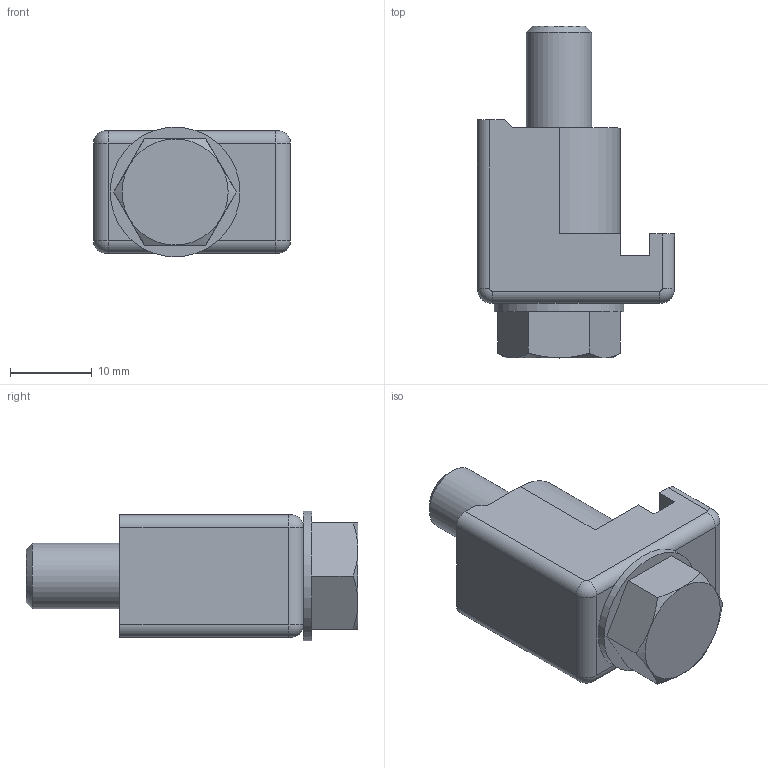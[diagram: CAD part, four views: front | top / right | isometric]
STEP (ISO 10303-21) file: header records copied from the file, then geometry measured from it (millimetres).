
FILE_DESCRIPTION (( 'STEP AP214' ), '1' );
FILE_NAME ('FULLVAC GA1ISO63.STEP', '2019-04-11T13:14:27', ( '' ), ( '' ), 'SwSTEP 2.0', 'SolidWorks 2017', '' );
FILE_SCHEMA (( 'AUTOMOTIVE_DESIGN' ));
Length unit declared in the file: millimetre
Products named in the file (4): 1^FULLVAC GA1ISO63; M8 x 1.25 x 35^FULLVAC GA1ISO63; FULLVAC GA1ISO63; 2^FULLVAC GA1ISO63
Assembly tree (3 placements, depth 2):
  FULLVAC GA1ISO63
    1^FULLVAC GA1ISO63
    M8 x 1.25 x 35^FULLVAC GA1ISO63
    2^FULLVAC GA1ISO63
Bounding box: 24.15 x 40.68 x 15.9 mm (x, y, z)
Volume: 7488.9 mm3; surface area: 4371.4 mm2
Topology: 3 solids, 3 shells, 50 faces, 113 edges, 70 vertices
Faces by surface type: plane 25, cylinder 13, cone 7, torus 4, bspline 1
Full cylindrical faces by diameter (mm): 8 x1, 8.6 x1, 8.7 x1, 15.9 x1
Entity records: 2323 total; most frequent: CARTESIAN_POINT 530, DIRECTION 237, ORIENTED_EDGE 212, EDGE_CURVE 106, AXIS2_PLACEMENT_3D 91, VERTEX_POINT 69, EDGE_LOOP 61, UNCERTAINTY_MEASURE_WITH_UNIT 60
